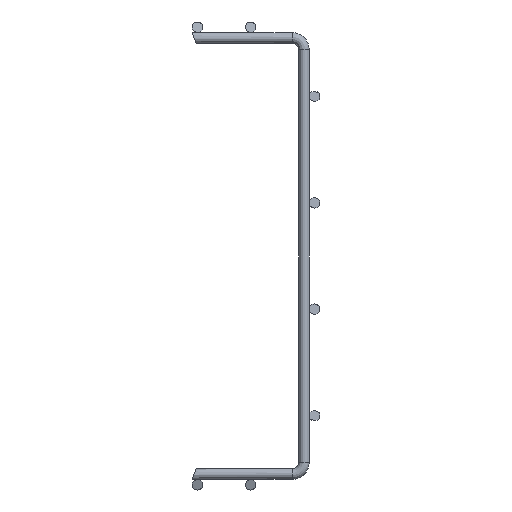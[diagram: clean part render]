
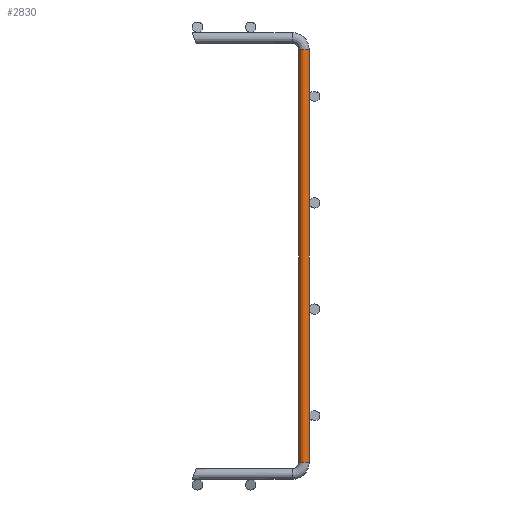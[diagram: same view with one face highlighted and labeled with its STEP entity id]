
A CAD part, left-side view. The second image highlights one B-rep face of the part: STEP entity #2830.
In plain terms, the highlighted cylindrical face has radius 2.5 mm (diameter 5 mm), a partial arc.
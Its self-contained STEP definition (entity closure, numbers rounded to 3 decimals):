
#594 = VERTEX_POINT ( 'NONE', #4531 ) ;
#795 = CARTESIAN_POINT ( 'NONE',  ( 0., 0., 97. ) ) ;
#903 = VERTEX_POINT ( 'NONE', #1451 ) ;
#1241 = DIRECTION ( 'NONE',  ( 0., 0., -1. ) ) ;
#1376 = AXIS2_PLACEMENT_3D ( 'NONE', #5438, #10300, #2220 ) ;
#1400 = ORIENTED_EDGE ( 'NONE', *, *, #7857, .F. ) ;
#1451 = CARTESIAN_POINT ( 'NONE',  ( 0., -5., 97. ) ) ;
#2220 = DIRECTION ( 'NONE',  ( 0., 1., 0. ) ) ;
#2242 = ORIENTED_EDGE ( 'NONE', *, *, #5203, .F. ) ;
#2354 = EDGE_CURVE ( 'NONE', #594, #6286, #5057, .T. ) ;
#2622 = EDGE_CURVE ( 'NONE', #4980, #594, #8503, .T. ) ;
#2660 = DIRECTION ( 'NONE',  ( 0., 0., 1. ) ) ;
#2830 = ADVANCED_FACE ( 'NONE', ( #6908 ), #10254, .T. ) ;
#2923 = CARTESIAN_POINT ( 'NONE',  ( 0., -5., 97. ) ) ;
#2963 = VECTOR ( 'NONE', #1241, 1000. ) ;
#3316 = AXIS2_PLACEMENT_3D ( 'NONE', #3806, #7029, #10216 ) ;
#3498 = CARTESIAN_POINT ( 'NONE',  ( 0., 0., 97. ) ) ;
#3708 = VECTOR ( 'NONE', #8005, 1000. ) ;
#3806 = CARTESIAN_POINT ( 'NONE',  ( 0., -2.5, 97. ) ) ;
#4531 = CARTESIAN_POINT ( 'NONE',  ( 0., 0., -97. ) ) ;
#4980 = VERTEX_POINT ( 'NONE', #3498 ) ;
#5057 = CIRCLE ( 'NONE', #8912, 2.5 ) ;
#5203 = EDGE_CURVE ( 'NONE', #4980, #903, #7504, .T. ) ;
#5438 = CARTESIAN_POINT ( 'NONE',  ( 0., -2.5, 97. ) ) ;
#5781 = CARTESIAN_POINT ( 'NONE',  ( 0., -5., -97. ) ) ;
#6129 = LINE ( 'NONE', #2923, #2963 ) ;
#6286 = VERTEX_POINT ( 'NONE', #5781 ) ;
#6908 = FACE_OUTER_BOUND ( 'NONE', #7294, .T. ) ;
#7029 = DIRECTION ( 'NONE',  ( 0., 0., 1. ) ) ;
#7294 = EDGE_LOOP ( 'NONE', ( #1400, #2242, #7966, #8782 ) ) ;
#7504 = CIRCLE ( 'NONE', #3316, 2.5 ) ;
#7857 = EDGE_CURVE ( 'NONE', #903, #6286, #6129, .T. ) ;
#7966 = ORIENTED_EDGE ( 'NONE', *, *, #2622, .T. ) ;
#8005 = DIRECTION ( 'NONE',  ( 0., 0., -1. ) ) ;
#8503 = LINE ( 'NONE', #795, #3708 ) ;
#8782 = ORIENTED_EDGE ( 'NONE', *, *, #2354, .T. ) ;
#8912 = AXIS2_PLACEMENT_3D ( 'NONE', #9848, #2660, #9648 ) ;
#9648 = DIRECTION ( 'NONE',  ( 0., -1., 0. ) ) ;
#9848 = CARTESIAN_POINT ( 'NONE',  ( 0., -2.5, -97. ) ) ;
#10216 = DIRECTION ( 'NONE',  ( 0., -1., 0. ) ) ;
#10254 = CYLINDRICAL_SURFACE ( 'NONE', #1376, 2.5 ) ;
#10300 = DIRECTION ( 'NONE',  ( 0., 0., -1. ) ) ;
